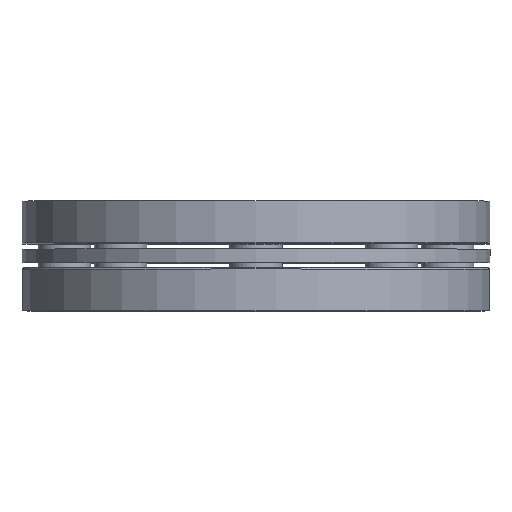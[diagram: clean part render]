
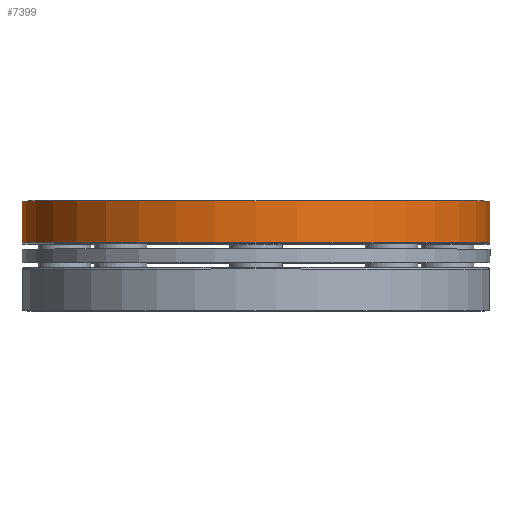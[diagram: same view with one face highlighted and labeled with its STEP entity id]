
A CAD part, top view. The second image highlights one B-rep face of the part: STEP entity #7399.
In plain terms, the highlighted cylindrical face has radius 124 mm (diameter 248 mm), a full revolution.
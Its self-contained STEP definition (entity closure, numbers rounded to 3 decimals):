
#1034=ORIENTED_EDGE('',*,*,#2005,.T.);
#1035=ORIENTED_EDGE('',*,*,#2006,.F.);
#2005=EDGE_CURVE('',#2529,#2529,#2961,.T.);
#2006=EDGE_CURVE('',#2530,#2530,#2962,.T.);
#2529=VERTEX_POINT('',#10731);
#2530=VERTEX_POINT('',#10733);
#2961=CIRCLE('',#7896,124.);
#2962=CIRCLE('',#7897,124.);
#3420=EDGE_LOOP('',(#1034));
#3421=EDGE_LOOP('',(#1035));
#4098=FACE_BOUND('',#3420,.T.);
#4099=FACE_BOUND('',#3421,.T.);
#4631=CYLINDRICAL_SURFACE('',#7895,124.);
#7399=ADVANCED_FACE('',(#4098,#4099),#4631,.T.);
#7895=AXIS2_PLACEMENT_3D('',#10729,#8994,#8995);
#7896=AXIS2_PLACEMENT_3D('',#10730,#8996,#8997);
#7897=AXIS2_PLACEMENT_3D('',#10732,#8998,#8999);
#8994=DIRECTION('',(0.,1.,0.));
#8995=DIRECTION('',(-1.,0.,0.));
#8996=DIRECTION('',(0.,1.,0.));
#8997=DIRECTION('',(-1.,0.,0.));
#8998=DIRECTION('',(0.,1.,0.));
#8999=DIRECTION('',(-1.,0.,0.));
#10729=CARTESIAN_POINT('',(0.,10.3,0.));
#10730=CARTESIAN_POINT('',(0.,11.1,0.));
#10731=CARTESIAN_POINT('',(-124.,11.1,0.));
#10732=CARTESIAN_POINT('',(0.,33.1,0.));
#10733=CARTESIAN_POINT('',(-124.,33.1,0.));
